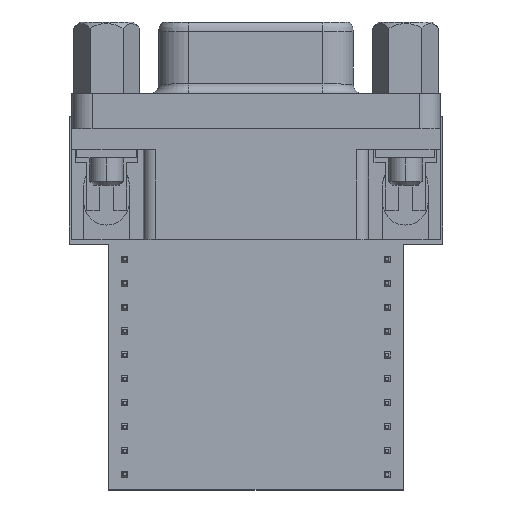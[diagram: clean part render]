
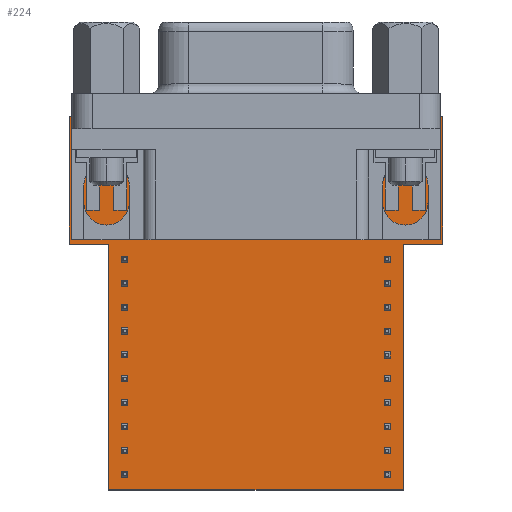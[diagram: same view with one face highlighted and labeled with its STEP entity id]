
A CAD part, top view. The second image highlights one B-rep face of the part: STEP entity #224.
In plain terms, the highlighted planar face has unit normal (0, 0, 1).
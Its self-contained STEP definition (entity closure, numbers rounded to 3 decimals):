
#207 = EDGE_LOOP ( 'NONE', ( #13992, #15069, #11763, #9761, #15449, #3134, #1793, #658 ) ) ;
#224 = ADVANCED_FACE ( 'NONE', ( #3532 ), #2429, .F. ) ;
#658 = ORIENTED_EDGE ( 'NONE', *, *, #12458, .T. ) ;
#697 = EDGE_CURVE ( 'NONE', #14493, #5977, #5059, .T. ) ;
#900 = CARTESIAN_POINT ( 'NONE',  ( 27.94, 20.574, 0. ) ) ;
#1081 = CARTESIAN_POINT ( 'NONE',  ( 0., 0., 0. ) ) ;
#1174 = LINE ( 'NONE', #5970, #2557 ) ;
#1562 = EDGE_CURVE ( 'NONE', #12295, #10211, #12047, .T. ) ;
#1793 = ORIENTED_EDGE ( 'NONE', *, *, #7356, .T. ) ;
#1882 = CARTESIAN_POINT ( 'NONE',  ( 3.302, 20.574, 0. ) ) ;
#2274 = EDGE_CURVE ( 'NONE', #7232, #10131, #9349, .T. ) ;
#2419 = VERTEX_POINT ( 'NONE', #4856 ) ;
#2429 = PLANE ( 'NONE',  #5613 ) ;
#2557 = VECTOR ( 'NONE', #10485, 1000. ) ;
#3050 = CARTESIAN_POINT ( 'NONE',  ( 3.302, 20.574, 0. ) ) ;
#3134 = ORIENTED_EDGE ( 'NONE', *, *, #2274, .T. ) ;
#3294 = DIRECTION ( 'NONE',  ( 1., 0., 0. ) ) ;
#3358 = VECTOR ( 'NONE', #11036, 1000. ) ;
#3372 = DIRECTION ( 'NONE',  ( 0., 0., -1. ) ) ;
#3379 = VECTOR ( 'NONE', #11551, 1000. ) ;
#3532 = FACE_OUTER_BOUND ( 'NONE', #207, .T. ) ;
#3687 = DIRECTION ( 'NONE',  ( -1., 0., 0. ) ) ;
#3744 = CARTESIAN_POINT ( 'NONE',  ( 3.302, 0., 0. ) ) ;
#4206 = DIRECTION ( 'NONE',  ( 1., 0., 0. ) ) ;
#4481 = CARTESIAN_POINT ( 'NONE',  ( 31.242, 31.242, 0. ) ) ;
#4695 = CARTESIAN_POINT ( 'NONE',  ( 31.242, 20.574, 0. ) ) ;
#4856 = CARTESIAN_POINT ( 'NONE',  ( 27.94, 20.574, 0. ) ) ;
#5010 = EDGE_CURVE ( 'NONE', #2419, #12295, #10448, .T. ) ;
#5059 = LINE ( 'NONE', #9870, #9124 ) ;
#5613 = AXIS2_PLACEMENT_3D ( 'NONE', #1081, #3372, #3687 ) ;
#5914 = CARTESIAN_POINT ( 'NONE',  ( 31.242, 31.242, 0. ) ) ;
#5970 = CARTESIAN_POINT ( 'NONE',  ( 3.302, 0., 0. ) ) ;
#5977 = VERTEX_POINT ( 'NONE', #6136 ) ;
#6136 = CARTESIAN_POINT ( 'NONE',  ( 27.94, 0., 0. ) ) ;
#6178 = VECTOR ( 'NONE', #9416, 1000. ) ;
#6454 = CARTESIAN_POINT ( 'NONE',  ( 0., 31.242, 0. ) ) ;
#7232 = VERTEX_POINT ( 'NONE', #6454 ) ;
#7356 = EDGE_CURVE ( 'NONE', #10131, #15468, #13553, .T. ) ;
#7560 = CARTESIAN_POINT ( 'NONE',  ( 31.242, 20.574, 0. ) ) ;
#9124 = VECTOR ( 'NONE', #4206, 1000. ) ;
#9191 = EDGE_CURVE ( 'NONE', #5977, #2419, #11759, .T. ) ;
#9349 = LINE ( 'NONE', #12739, #3379 ) ;
#9406 = DIRECTION ( 'NONE',  ( 0., 1., 0. ) ) ;
#9416 = DIRECTION ( 'NONE',  ( 1., 0., 0. ) ) ;
#9522 = EDGE_CURVE ( 'NONE', #10211, #7232, #12853, .T. ) ;
#9761 = ORIENTED_EDGE ( 'NONE', *, *, #1562, .T. ) ;
#9799 = VECTOR ( 'NONE', #14124, 1000. ) ;
#9870 = CARTESIAN_POINT ( 'NONE',  ( 27.94, 0., 0. ) ) ;
#10131 = VERTEX_POINT ( 'NONE', #13463 ) ;
#10211 = VERTEX_POINT ( 'NONE', #4481 ) ;
#10448 = LINE ( 'NONE', #4695, #6178 ) ;
#10485 = DIRECTION ( 'NONE',  ( 0., -1., 0. ) ) ;
#11036 = DIRECTION ( 'NONE',  ( 0., 1., 0. ) ) ;
#11551 = DIRECTION ( 'NONE',  ( 0., -1., 0. ) ) ;
#11759 = LINE ( 'NONE', #900, #14829 ) ;
#11763 = ORIENTED_EDGE ( 'NONE', *, *, #5010, .T. ) ;
#12047 = LINE ( 'NONE', #5914, #3358 ) ;
#12295 = VERTEX_POINT ( 'NONE', #7560 ) ;
#12458 = EDGE_CURVE ( 'NONE', #15468, #14493, #1174, .T. ) ;
#12739 = CARTESIAN_POINT ( 'NONE',  ( 0., 20.574, 0. ) ) ;
#12853 = LINE ( 'NONE', #15297, #9799 ) ;
#13463 = CARTESIAN_POINT ( 'NONE',  ( 0., 20.574, 0. ) ) ;
#13553 = LINE ( 'NONE', #1882, #14668 ) ;
#13992 = ORIENTED_EDGE ( 'NONE', *, *, #697, .T. ) ;
#14124 = DIRECTION ( 'NONE',  ( -1., 0., 0. ) ) ;
#14493 = VERTEX_POINT ( 'NONE', #3744 ) ;
#14668 = VECTOR ( 'NONE', #3294, 1000. ) ;
#14829 = VECTOR ( 'NONE', #9406, 1000. ) ;
#15069 = ORIENTED_EDGE ( 'NONE', *, *, #9191, .T. ) ;
#15297 = CARTESIAN_POINT ( 'NONE',  ( 0., 31.242, 0. ) ) ;
#15449 = ORIENTED_EDGE ( 'NONE', *, *, #9522, .T. ) ;
#15468 = VERTEX_POINT ( 'NONE', #3050 ) ;
